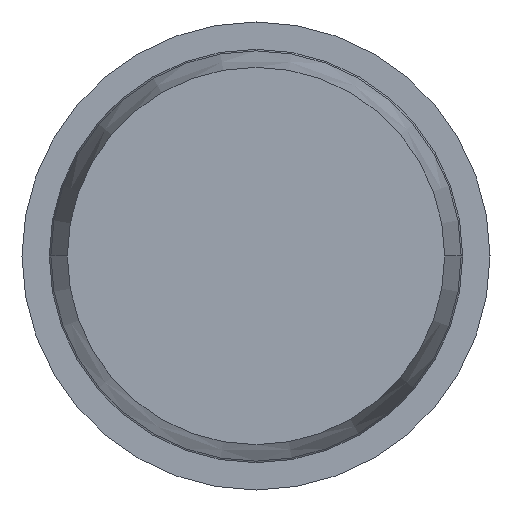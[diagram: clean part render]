
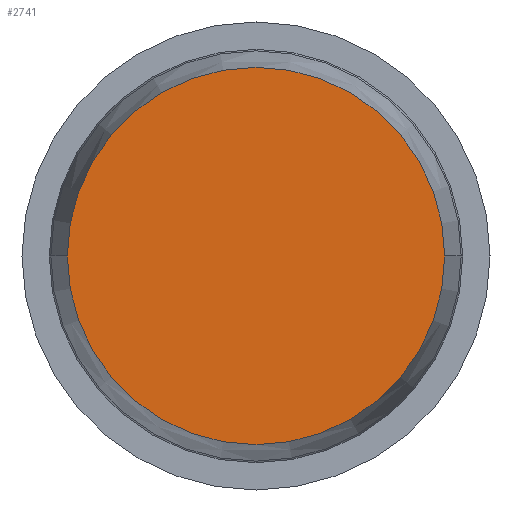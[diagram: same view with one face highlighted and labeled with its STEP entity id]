
A CAD part, front view. The second image highlights one B-rep face of the part: STEP entity #2741.
In plain terms, the highlighted planar face has unit normal (0, -1, 0).
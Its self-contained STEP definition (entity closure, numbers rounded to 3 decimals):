
#61 = DIRECTION ( 'NONE',  ( 0., -1., 0. ) ) ;
#105 = CARTESIAN_POINT ( 'NONE',  ( 1.209, -19., 0. ) ) ;
#210 = AXIS2_PLACEMENT_3D ( 'NONE', #394, #2615, #1489 ) ;
#361 = CARTESIAN_POINT ( 'NONE',  ( 0., -19., 0. ) ) ;
#394 = CARTESIAN_POINT ( 'NONE',  ( 0., -19., 0. ) ) ;
#626 = CIRCLE ( 'NONE', #3901, 1.209 ) ;
#815 = DIRECTION ( 'NONE',  ( 0., -1., 0. ) ) ;
#929 = VERTEX_POINT ( 'NONE', #3772 ) ;
#1117 = DIRECTION ( 'NONE',  ( 1., 0., 0. ) ) ;
#1175 = VERTEX_POINT ( 'NONE', #105 ) ;
#1360 = FACE_OUTER_BOUND ( 'NONE', #3493, .T. ) ;
#1489 = DIRECTION ( 'NONE',  ( 1., 0., 0. ) ) ;
#1659 = EDGE_CURVE ( 'Defeature ausgef�hrt1_2+Defeature ausgef�hrt1_11+Defeature ausgef�hrt1_11+Defeature ausgef�hrt1_11', #929, #1175, #626, .T. ) ;
#1817 = EDGE_CURVE ( 'Defeature ausgef�hrt1_2+Defeature ausgef�hrt1_11+Defeature ausgef�hrt1_11+Defeature ausgef�hrt1_11', #1175, #929, #2370, .T. ) ;
#1899 = CARTESIAN_POINT ( 'NONE',  ( 0., -19., 0. ) ) ;
#2370 = CIRCLE ( 'NONE', #210, 1.209 ) ;
#2615 = DIRECTION ( 'NONE',  ( 0., -1., 0. ) ) ;
#2741 = ADVANCED_FACE ( 'Defeature ausgef�hrt1_2', ( #1360 ), #2792, .T. ) ;
#2792 = PLANE ( 'NONE',  #3174 ) ;
#3174 = AXIS2_PLACEMENT_3D ( 'NONE', #361, #61, #1117 ) ;
#3493 = EDGE_LOOP ( 'NONE', ( #4036, #3526 ) ) ;
#3526 = ORIENTED_EDGE ( 'NONE', *, *, #1817, .T. ) ;
#3750 = DIRECTION ( 'NONE',  ( 1., 0., 0. ) ) ;
#3772 = CARTESIAN_POINT ( 'NONE',  ( -1.209, -19., 0. ) ) ;
#3901 = AXIS2_PLACEMENT_3D ( 'NONE', #1899, #815, #3750 ) ;
#4036 = ORIENTED_EDGE ( 'NONE', *, *, #1659, .T. ) ;
